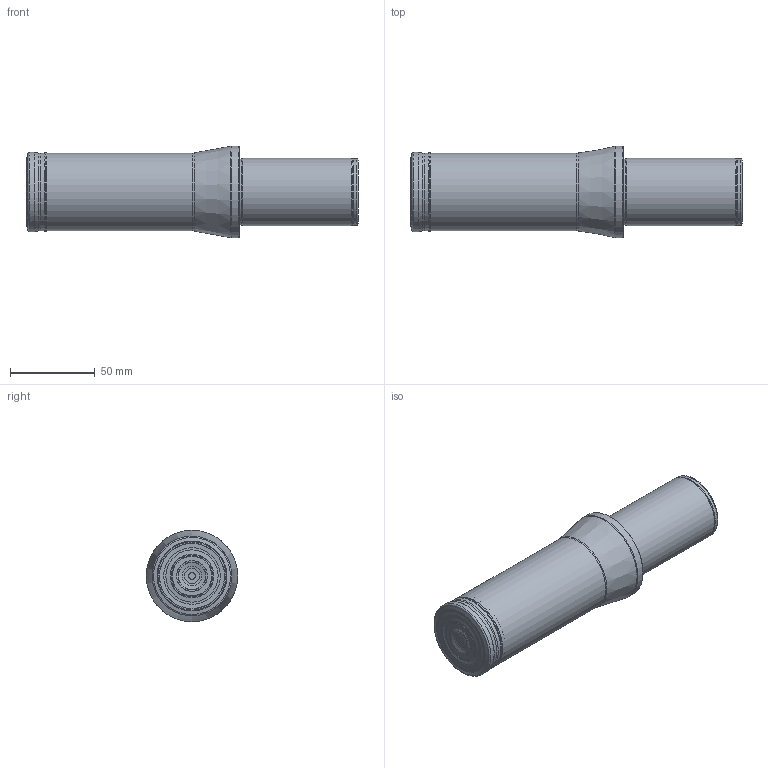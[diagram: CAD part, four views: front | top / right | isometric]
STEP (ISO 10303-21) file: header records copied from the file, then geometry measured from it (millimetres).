
FILE_DESCRIPTION(/* description */ (''),/* implementation_level */ '2;1');
FILE_NAME(/* name */ 'ATUM-47XD2-SOMT-150510-light.stp',/* time_stamp */ '2023-10-19T20:48:21+03:00',/* author */ (''),/* organization */ (''),/* preprocessor_version */ 'ST-DEVELOPER v19.4',/* originating_system */ 'SIEMENS PLM Software NX2306.3001',/* authorisation */ '');
FILE_SCHEMA (('AUTOMOTIVE_DESIGN { 1 0 10303 214 3 1 1 1 }'));
Length unit declared in the file: millimetre
Products named in the file (1): STP_ATUM 45XD2 SOMT 150510
Bounding box: 196 x 54 x 54 mm (x, y, z)
Volume: 329166.1 mm3; surface area: 36286.2 mm2
Topology: 2 solids, 2 shells, 67 faces, 171 edges, 109 vertices
Faces by surface type: revolution 44, torus 8, cylinder 5, cone 5, plane 5
Full cylindrical faces by diameter (mm): 39.5 x2, 40 x1, 46 x1, 54 x1
Entity records: 1556 total; most frequent: CARTESIAN_POINT 344, DIRECTION 253, EDGE_LOOP 130, ORIENTED_EDGE 130, FACE_BOUND 126, AXIS2_PLACEMENT_3D 93, CIRCLE 69, ADVANCED_FACE 67
